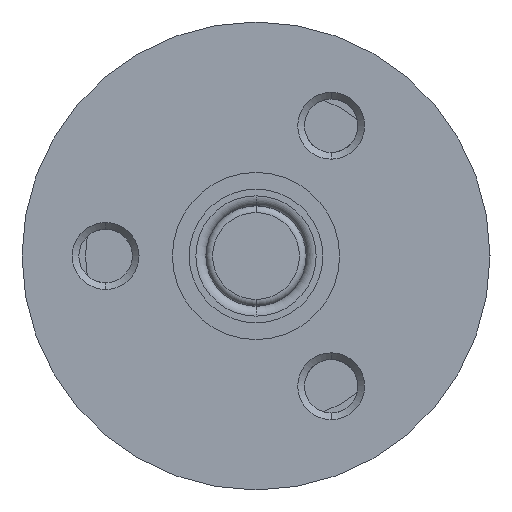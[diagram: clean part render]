
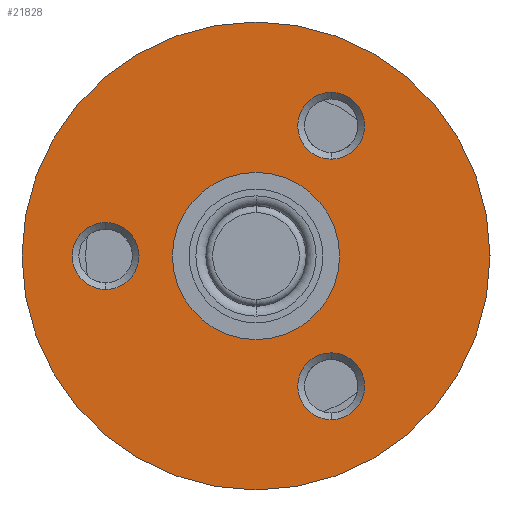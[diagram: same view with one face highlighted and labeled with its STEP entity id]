
A CAD part, left-side view. The second image highlights one B-rep face of the part: STEP entity #21828.
In plain terms, the highlighted planar face has unit normal (-1, 0, 0).
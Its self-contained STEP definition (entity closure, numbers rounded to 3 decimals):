
#471 = CARTESIAN_POINT ( 'NONE',  ( 111.399, 0., 0. ) ) ;
#840 = ORIENTED_EDGE ( 'NONE', *, *, #34720, .T. ) ;
#1286 = CIRCLE ( 'NONE', #28335, 1. ) ;
#2014 = CARTESIAN_POINT ( 'NONE',  ( 111.399, 4.5, 0. ) ) ;
#2801 = CARTESIAN_POINT ( 'NONE',  ( 111.399, 0., 0. ) ) ;
#3370 = DIRECTION ( 'NONE',  ( 1., 0., 0. ) ) ;
#3420 = CARTESIAN_POINT ( 'NONE',  ( 111.399, 4.5, -1. ) ) ;
#3685 = EDGE_CURVE ( 'NONE', #24780, #6196, #5240, .T. ) ;
#3870 = EDGE_LOOP ( 'NONE', ( #19245, #32794 ) ) ;
#4247 = CIRCLE ( 'NONE', #13597, 7. ) ;
#4595 = PLANE ( 'NONE',  #12656 ) ;
#4970 = ORIENTED_EDGE ( 'NONE', *, *, #34252, .T. ) ;
#5163 = EDGE_CURVE ( 'NONE', #5330, #9557, #30009, .T. ) ;
#5240 = CIRCLE ( 'NONE', #23403, 1. ) ;
#5330 = VERTEX_POINT ( 'NONE', #31463 ) ;
#5720 = CARTESIAN_POINT ( 'NONE',  ( 111.399, 0., 0. ) ) ;
#6196 = VERTEX_POINT ( 'NONE', #31817 ) ;
#6841 = DIRECTION ( 'NONE',  ( 0., 0., -1. ) ) ;
#6961 = VERTEX_POINT ( 'NONE', #34607 ) ;
#7133 = AXIS2_PLACEMENT_3D ( 'NONE', #2014, #13216, #24438 ) ;
#7332 = FACE_BOUND ( 'NONE', #8293, .T. ) ;
#7628 = CIRCLE ( 'NONE', #12297, 2.5 ) ;
#7923 = CARTESIAN_POINT ( 'NONE',  ( 111.399, -2.25, -3.897 ) ) ;
#8293 = EDGE_LOOP ( 'NONE', ( #4970, #10770 ) ) ;
#8867 = CIRCLE ( 'NONE', #14096, 1. ) ;
#9557 = VERTEX_POINT ( 'NONE', #14198 ) ;
#10070 = FACE_BOUND ( 'NONE', #35509, .T. ) ;
#10317 = EDGE_CURVE ( 'NONE', #14572, #19045, #11516, .T. ) ;
#10574 = DIRECTION ( 'NONE',  ( 0., 0., -1. ) ) ;
#10770 = ORIENTED_EDGE ( 'NONE', *, *, #10317, .T. ) ;
#11215 = DIRECTION ( 'NONE',  ( 1., 0., 0. ) ) ;
#11516 = CIRCLE ( 'NONE', #33835, 1. ) ;
#12248 = CARTESIAN_POINT ( 'NONE',  ( 111.399, -2.25, -3.897 ) ) ;
#12297 = AXIS2_PLACEMENT_3D ( 'NONE', #471, #25529, #17222 ) ;
#12457 = VERTEX_POINT ( 'NONE', #16181 ) ;
#12485 = DIRECTION ( 'NONE',  ( 0., 0., -1. ) ) ;
#12656 = AXIS2_PLACEMENT_3D ( 'NONE', #15777, #35171, #6841 ) ;
#12825 = ORIENTED_EDGE ( 'NONE', *, *, #5163, .T. ) ;
#13064 = EDGE_CURVE ( 'NONE', #6196, #24780, #35219, .T. ) ;
#13216 = DIRECTION ( 'NONE',  ( 1., 0., 0. ) ) ;
#13597 = AXIS2_PLACEMENT_3D ( 'NONE', #5720, #17096, #14333 ) ;
#14096 = AXIS2_PLACEMENT_3D ( 'NONE', #33344, #36301, #21920 ) ;
#14108 = AXIS2_PLACEMENT_3D ( 'NONE', #2801, #11215, #22418 ) ;
#14198 = CARTESIAN_POINT ( 'NONE',  ( 111.399, 0., -2.5 ) ) ;
#14333 = DIRECTION ( 'NONE',  ( 0., 0., -1. ) ) ;
#14572 = VERTEX_POINT ( 'NONE', #34584 ) ;
#14652 = EDGE_CURVE ( 'NONE', #6961, #12457, #30110, .T. ) ;
#15777 = CARTESIAN_POINT ( 'NONE',  ( 111.399, 0., 0. ) ) ;
#16181 = CARTESIAN_POINT ( 'NONE',  ( 111.399, 0., 7. ) ) ;
#16352 = DIRECTION ( 'NONE',  ( 0., 0., -1. ) ) ;
#17096 = DIRECTION ( 'NONE',  ( 1., 0., 0. ) ) ;
#17222 = DIRECTION ( 'NONE',  ( 0., 0., -1. ) ) ;
#18312 = DIRECTION ( 'NONE',  ( 1., 0., 0. ) ) ;
#18547 = FACE_BOUND ( 'NONE', #24463, .T. ) ;
#19045 = VERTEX_POINT ( 'NONE', #33254 ) ;
#19214 = CARTESIAN_POINT ( 'NONE',  ( 111.399, -2.25, 3.897 ) ) ;
#19245 = ORIENTED_EDGE ( 'NONE', *, *, #13064, .T. ) ;
#20250 = EDGE_CURVE ( 'NONE', #9557, #5330, #7628, .T. ) ;
#20944 = VERTEX_POINT ( 'NONE', #3420 ) ;
#21042 = DIRECTION ( 'NONE',  ( 0., 0., -1. ) ) ;
#21689 = ORIENTED_EDGE ( 'NONE', *, *, #26468, .T. ) ;
#21828 = ADVANCED_FACE ( 'NONE', ( #10070, #32527, #7332, #18547, #29774 ), #4595, .F. ) ;
#21920 = DIRECTION ( 'NONE',  ( 0., 0., -1. ) ) ;
#22309 = CARTESIAN_POINT ( 'NONE',  ( 111.399, 4.5, 1. ) ) ;
#22418 = DIRECTION ( 'NONE',  ( 0., 0., -1. ) ) ;
#23110 = CARTESIAN_POINT ( 'NONE',  ( 111.399, -2.25, -4.897 ) ) ;
#23403 = AXIS2_PLACEMENT_3D ( 'NONE', #12248, #18312, #21042 ) ;
#24172 = ORIENTED_EDGE ( 'NONE', *, *, #27260, .F. ) ;
#24287 = ORIENTED_EDGE ( 'NONE', *, *, #14652, .F. ) ;
#24438 = DIRECTION ( 'NONE',  ( 0., 0., -1. ) ) ;
#24463 = EDGE_LOOP ( 'NONE', ( #12825, #26964 ) ) ;
#24631 = AXIS2_PLACEMENT_3D ( 'NONE', #7923, #33456, #16352 ) ;
#24780 = VERTEX_POINT ( 'NONE', #23110 ) ;
#25200 = CARTESIAN_POINT ( 'NONE',  ( 111.399, 4.5, 0. ) ) ;
#25529 = DIRECTION ( 'NONE',  ( 1., 0., 0. ) ) ;
#26001 = AXIS2_PLACEMENT_3D ( 'NONE', #34226, #3370, #31118 ) ;
#26381 = EDGE_LOOP ( 'NONE', ( #24172, #24287 ) ) ;
#26468 = EDGE_CURVE ( 'NONE', #26970, #20944, #1286, .T. ) ;
#26964 = ORIENTED_EDGE ( 'NONE', *, *, #20250, .T. ) ;
#26970 = VERTEX_POINT ( 'NONE', #22309 ) ;
#27260 = EDGE_CURVE ( 'NONE', #12457, #6961, #4247, .T. ) ;
#28273 = CIRCLE ( 'NONE', #7133, 1. ) ;
#28335 = AXIS2_PLACEMENT_3D ( 'NONE', #25200, #28870, #12485 ) ;
#28870 = DIRECTION ( 'NONE',  ( 1., 0., 0. ) ) ;
#29774 = FACE_OUTER_BOUND ( 'NONE', #26381, .T. ) ;
#30009 = CIRCLE ( 'NONE', #14108, 2.5 ) ;
#30110 = CIRCLE ( 'NONE', #26001, 7. ) ;
#31002 = DIRECTION ( 'NONE',  ( 1., 0., 0. ) ) ;
#31118 = DIRECTION ( 'NONE',  ( 0., 0., -1. ) ) ;
#31463 = CARTESIAN_POINT ( 'NONE',  ( 111.399, 0., 2.5 ) ) ;
#31817 = CARTESIAN_POINT ( 'NONE',  ( 111.399, -2.25, -2.897 ) ) ;
#32527 = FACE_BOUND ( 'NONE', #3870, .T. ) ;
#32794 = ORIENTED_EDGE ( 'NONE', *, *, #3685, .T. ) ;
#33254 = CARTESIAN_POINT ( 'NONE',  ( 111.399, -2.25, 4.897 ) ) ;
#33344 = CARTESIAN_POINT ( 'NONE',  ( 111.399, -2.25, 3.897 ) ) ;
#33456 = DIRECTION ( 'NONE',  ( 1., 0., 0. ) ) ;
#33835 = AXIS2_PLACEMENT_3D ( 'NONE', #19214, #31002, #10574 ) ;
#34226 = CARTESIAN_POINT ( 'NONE',  ( 111.399, 0., 0. ) ) ;
#34252 = EDGE_CURVE ( 'NONE', #19045, #14572, #8867, .T. ) ;
#34584 = CARTESIAN_POINT ( 'NONE',  ( 111.399, -2.25, 2.897 ) ) ;
#34607 = CARTESIAN_POINT ( 'NONE',  ( 111.399, 0., -7. ) ) ;
#34720 = EDGE_CURVE ( 'NONE', #20944, #26970, #28273, .T. ) ;
#35171 = DIRECTION ( 'NONE',  ( 1., 0., 0. ) ) ;
#35219 = CIRCLE ( 'NONE', #24631, 1. ) ;
#35509 = EDGE_LOOP ( 'NONE', ( #21689, #840 ) ) ;
#36301 = DIRECTION ( 'NONE',  ( 1., 0., 0. ) ) ;
